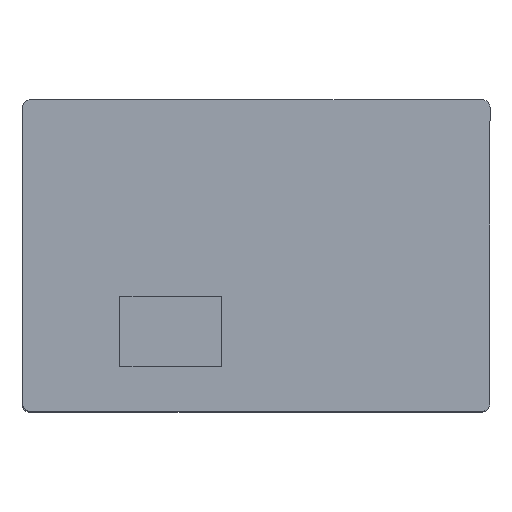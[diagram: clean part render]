
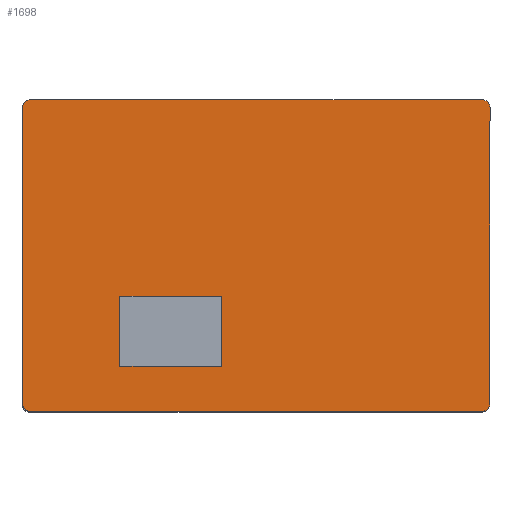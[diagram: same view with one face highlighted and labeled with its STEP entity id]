
A CAD part, top view. The second image highlights one B-rep face of the part: STEP entity #1698.
In plain terms, the highlighted planar face has unit normal (0, 0, 1).
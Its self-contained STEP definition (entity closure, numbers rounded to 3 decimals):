
#40=FACE_BOUND('',#299,.T.);
#109=PLANE('',#1852);
#197=FACE_OUTER_BOUND('',#298,.T.);
#298=EDGE_LOOP('',(#1561,#1562,#1563,#1564,#1565,#1566,#1567,#1568));
#299=EDGE_LOOP('',(#1569,#1570,#1571,#1572));
#383=LINE('',#2530,#580);
#386=LINE('',#2536,#583);
#389=LINE('',#2542,#586);
#392=LINE('',#2546,#589);
#486=LINE('',#2758,#683);
#490=LINE('',#2770,#687);
#494=LINE('',#2782,#691);
#498=LINE('',#2792,#695);
#580=VECTOR('',#2065,10.);
#583=VECTOR('',#2070,10.);
#586=VECTOR('',#2075,10.);
#589=VECTOR('',#2080,10.);
#683=VECTOR('',#2270,10.);
#687=VECTOR('',#2282,10.);
#691=VECTOR('',#2294,10.);
#695=VECTOR('',#2306,10.);
#727=CIRCLE('',#1838,2.);
#729=CIRCLE('',#1842,2.);
#731=CIRCLE('',#1846,2.);
#733=CIRCLE('',#1850,2.);
#802=VERTEX_POINT('',#2527);
#803=VERTEX_POINT('',#2529);
#805=VERTEX_POINT('',#2535);
#807=VERTEX_POINT('',#2541);
#874=VERTEX_POINT('',#2749);
#875=VERTEX_POINT('',#2751);
#877=VERTEX_POINT('',#2757);
#879=VERTEX_POINT('',#2763);
#881=VERTEX_POINT('',#2769);
#883=VERTEX_POINT('',#2775);
#885=VERTEX_POINT('',#2781);
#887=VERTEX_POINT('',#2787);
#991=EDGE_CURVE('',#803,#802,#383,.T.);
#994=EDGE_CURVE('',#805,#803,#386,.T.);
#997=EDGE_CURVE('',#807,#805,#389,.T.);
#1000=EDGE_CURVE('',#802,#807,#392,.T.);
#1101=EDGE_CURVE('',#875,#874,#727,.T.);
#1104=EDGE_CURVE('',#877,#875,#486,.T.);
#1107=EDGE_CURVE('',#879,#877,#729,.T.);
#1110=EDGE_CURVE('',#881,#879,#490,.T.);
#1113=EDGE_CURVE('',#883,#881,#731,.T.);
#1116=EDGE_CURVE('',#885,#883,#494,.T.);
#1119=EDGE_CURVE('',#887,#885,#733,.T.);
#1122=EDGE_CURVE('',#874,#887,#498,.T.);
#1561=ORIENTED_EDGE('',*,*,#1122,.T.);
#1562=ORIENTED_EDGE('',*,*,#1119,.T.);
#1563=ORIENTED_EDGE('',*,*,#1116,.T.);
#1564=ORIENTED_EDGE('',*,*,#1113,.T.);
#1565=ORIENTED_EDGE('',*,*,#1110,.T.);
#1566=ORIENTED_EDGE('',*,*,#1107,.T.);
#1567=ORIENTED_EDGE('',*,*,#1104,.T.);
#1568=ORIENTED_EDGE('',*,*,#1101,.T.);
#1569=ORIENTED_EDGE('',*,*,#997,.T.);
#1570=ORIENTED_EDGE('',*,*,#994,.T.);
#1571=ORIENTED_EDGE('',*,*,#991,.T.);
#1572=ORIENTED_EDGE('',*,*,#1000,.T.);
#1698=ADVANCED_FACE('',(#197,#40),#109,.T.);
#1838=AXIS2_PLACEMENT_3D('',#2752,#2264,#2265);
#1842=AXIS2_PLACEMENT_3D('',#2764,#2276,#2277);
#1846=AXIS2_PLACEMENT_3D('',#2776,#2288,#2289);
#1850=AXIS2_PLACEMENT_3D('',#2788,#2300,#2301);
#1852=AXIS2_PLACEMENT_3D('',#2793,#2307,#2308);
#2065=DIRECTION('',(0.,1.,0.));
#2070=DIRECTION('',(-1.,0.,0.));
#2075=DIRECTION('',(0.,-1.,0.));
#2080=DIRECTION('',(1.,0.,0.));
#2264=DIRECTION('center_axis',(0.,0.,1.));
#2265=DIRECTION('ref_axis',(1.,0.,0.));
#2270=DIRECTION('',(0.,1.,0.));
#2276=DIRECTION('center_axis',(0.,0.,1.));
#2277=DIRECTION('ref_axis',(0.,-1.,0.));
#2282=DIRECTION('',(1.,0.,0.));
#2288=DIRECTION('center_axis',(0.,0.,1.));
#2289=DIRECTION('ref_axis',(-1.,0.,0.));
#2294=DIRECTION('',(0.,-1.,0.));
#2300=DIRECTION('center_axis',(0.,0.,1.));
#2301=DIRECTION('ref_axis',(0.,1.,0.));
#2306=DIRECTION('',(-1.,0.,0.));
#2307=DIRECTION('center_axis',(0.,0.,1.));
#2308=DIRECTION('ref_axis',(-1.,0.,0.));
#2527=CARTESIAN_POINT('',(24.962,29.541,35.));
#2529=CARTESIAN_POINT('',(24.962,11.541,35.));
#2530=CARTESIAN_POINT('',(24.962,25.77,35.));
#2535=CARTESIAN_POINT('',(50.962,11.541,35.));
#2536=CARTESIAN_POINT('',(55.481,11.541,35.));
#2541=CARTESIAN_POINT('',(50.962,29.541,35.));
#2542=CARTESIAN_POINT('',(50.962,34.77,35.));
#2546=CARTESIAN_POINT('',(42.481,29.541,35.));
#2749=CARTESIAN_POINT('',(118.,80.,35.));
#2751=CARTESIAN_POINT('',(120.,78.,35.));
#2752=CARTESIAN_POINT('Origin',(118.,78.,35.));
#2757=CARTESIAN_POINT('',(120.,2.,35.));
#2758=CARTESIAN_POINT('',(120.,2.,35.));
#2763=CARTESIAN_POINT('',(118.,0.,35.));
#2764=CARTESIAN_POINT('Origin',(118.,2.,35.));
#2769=CARTESIAN_POINT('',(2.,0.,35.));
#2770=CARTESIAN_POINT('',(2.,0.,35.));
#2775=CARTESIAN_POINT('',(0.,2.,35.));
#2776=CARTESIAN_POINT('Origin',(2.,2.,35.));
#2781=CARTESIAN_POINT('',(0.,78.,35.));
#2782=CARTESIAN_POINT('',(0.,78.,35.));
#2787=CARTESIAN_POINT('',(2.,80.,35.));
#2788=CARTESIAN_POINT('Origin',(2.,78.,35.));
#2792=CARTESIAN_POINT('',(118.,80.,35.));
#2793=CARTESIAN_POINT('Origin',(60.,40.,35.));
